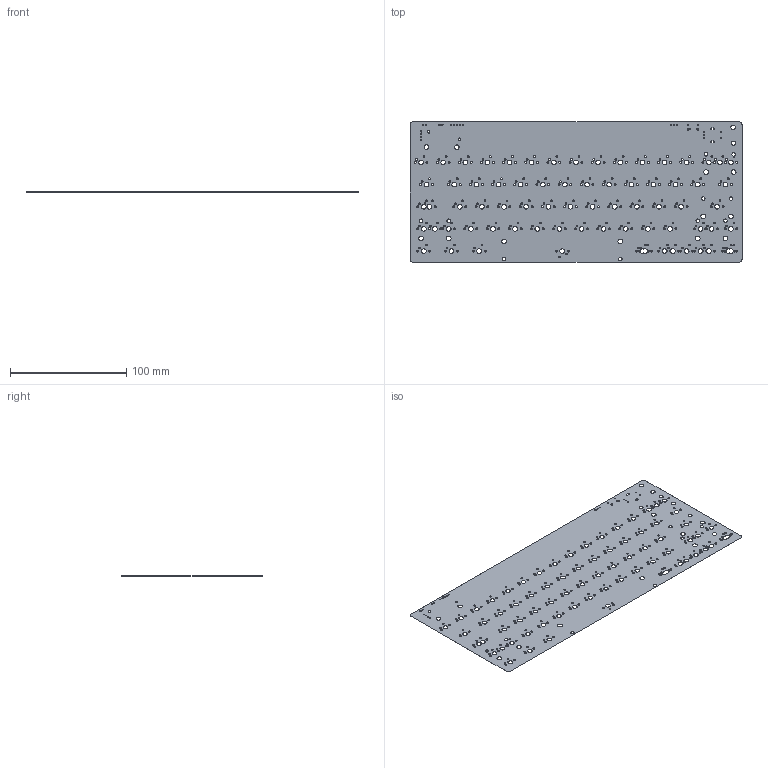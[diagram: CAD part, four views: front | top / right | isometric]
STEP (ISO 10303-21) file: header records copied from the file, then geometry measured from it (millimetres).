
FILE_DESCRIPTION(/* description */ ('Designed by EasyEDA Pro'),/* implementation_level */ '2;1');
FILE_NAME(/* name */ 'PCB.step',/* time_stamp */ '2025-07-10T15:06:48+05:30',/* author */ (''),/* organization */ (''),/* preprocessor_version */ 'ST-DEVELOPER v20.1',/* originating_system */ 'Autodesk Translation Framework v14.10.0.0',/* authorisation */ '');
FILE_SCHEMA (('AUTOMOTIVE_DESIGN { 1 0 10303 214 3 1 1 }'));
Length unit declared in the file: millimetre
Products named in the file (3): Open CASCADE STEP translator 7.8 1; EasyEDA PCB Model~vvIG; Board~vvIG
Assembly tree (2 placements, depth 3):
  Open CASCADE STEP translator 7.8 1
    EasyEDA PCB Model~vvIG
      Board~vvIG
Bounding box: 285.73 x 120.62 x 0.04 mm (x, y, z)
Volume: 1328.6 mm3; surface area: 65528.6 mm2
Topology: 1 solids, 1 shells, 450 faces, 1344 edges, 896 vertices
Faces by surface type: cylinder 432, plane 18
Full cylindrical faces by diameter (mm): 0.65 x2, 1 x21, 1.5 x144, 1.7 x128, 2.21 x2, 3.05 x9, 3.81 x3, 4 x74, 4.064 x1
Entity records: 17836 total; most frequent: DIRECTION 3118, CARTESIAN_POINT 2695, ORIENTED_EDGE 2688, EDGE_CURVE 1344, AXIS2_PLACEMENT_3D 1319, EDGE_LOOP 1254, VERTEX_POINT 896, CIRCLE 864
